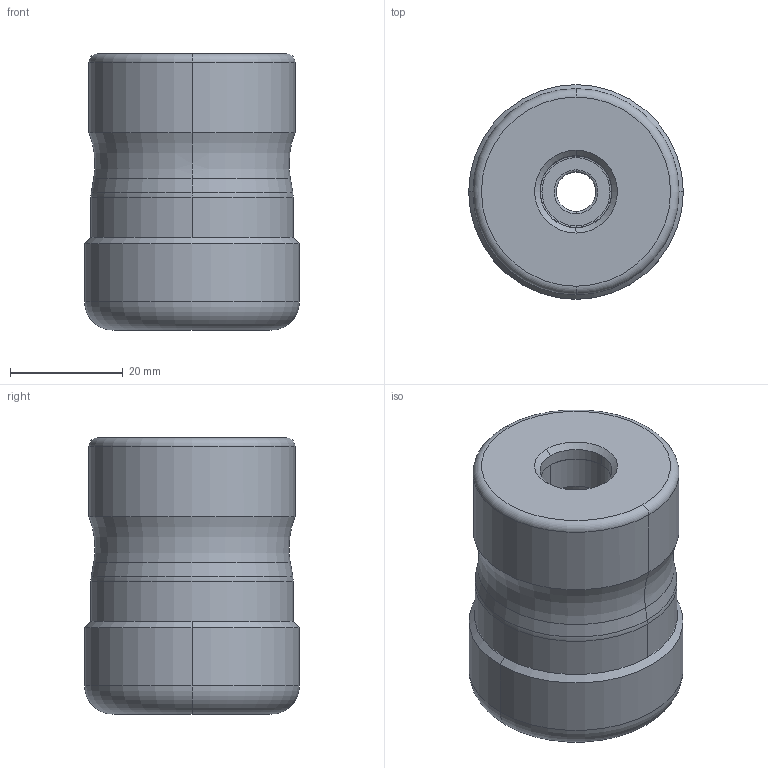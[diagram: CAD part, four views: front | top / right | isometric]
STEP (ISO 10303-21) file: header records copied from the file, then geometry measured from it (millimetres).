
FILE_DESCRIPTION(/* description */ (''),/* implementation_level */ '2;1');
FILE_NAME(/* name */ 'AXD4000UR1503B_IR0_197.stp',/* time_stamp */ '2017-12-19T11:57:30+09:00',/* author */ (''),/* organization */ (''),/* preprocessor_version */ 'ST-DEVELOPER v16',/* originating_system */ 'SIEMENS PLM Software NX 10.0',/* authorisation */ '');
FILE_SCHEMA (('AUTOMOTIVE_DESIGN { 1 0 10303 214 3 1 1 1 }'));
Length unit declared in the file: millimetre
Products named in the file (1): AXD4000UR1503B_IR0_197_ASM
Bounding box: 38.1 x 38.1 x 49.02 mm (x, y, z)
Volume: 57506.4 mm3; surface area: 12881.9 mm2
Topology: 2 solids, 2 shells, 78 faces, 176 edges, 106 vertices
Faces by surface type: torus 28, cone 26, cylinder 16, plane 8
Entity records: 2346 total; most frequent: DIRECTION 488, CARTESIAN_POINT 371, ORIENTED_EDGE 352, AXIS2_PLACEMENT_3D 223, EDGE_CURVE 176, CIRCLE 134, VERTEX_POINT 106, EDGE_LOOP 86
